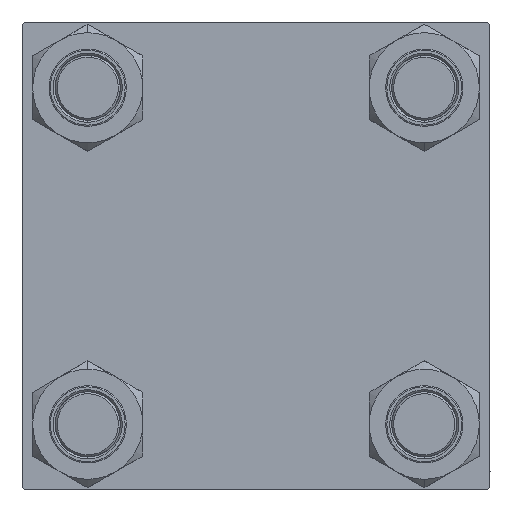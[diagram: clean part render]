
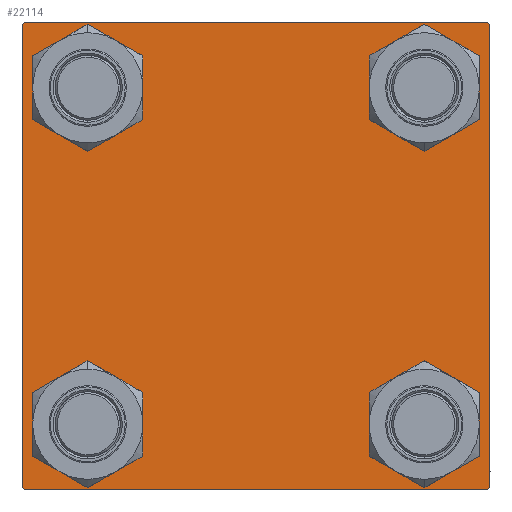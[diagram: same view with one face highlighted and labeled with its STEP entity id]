
A CAD part, left-side view. The second image highlights one B-rep face of the part: STEP entity #22114.
In plain terms, the highlighted planar face has unit normal (-1, 0, 0).
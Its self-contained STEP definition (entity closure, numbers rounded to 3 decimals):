
#275 = ORIENTED_EDGE ( 'NONE', *, *, #35392, .F. ) ;
#316 = DIRECTION ( 'NONE',  ( 0., 0., 1. ) ) ;
#368 = ORIENTED_EDGE ( 'NONE', *, *, #42993, .T. ) ;
#630 = CARTESIAN_POINT ( 'NONE',  ( 0., -57.5, -57. ) ) ;
#807 = VERTEX_POINT ( 'NONE', #15184 ) ;
#1446 = LINE ( 'NONE', #48200, #32233 ) ;
#2655 = CARTESIAN_POINT ( 'NONE',  ( 0., 41.35, 41.35 ) ) ;
#3359 = AXIS2_PLACEMENT_3D ( 'NONE', #8621, #47635, #24784 ) ;
#3565 = CARTESIAN_POINT ( 'NONE',  ( 0., -57.5, 57.5 ) ) ;
#3617 = VERTEX_POINT ( 'NONE', #38867 ) ;
#4043 = VERTEX_POINT ( 'NONE', #5138 ) ;
#4230 = ORIENTED_EDGE ( 'NONE', *, *, #41722, .T. ) ;
#4338 = LINE ( 'NONE', #38756, #36656 ) ;
#4343 = VERTEX_POINT ( 'NONE', #21509 ) ;
#4692 = CARTESIAN_POINT ( 'NONE',  ( 0., 41.35, -41.35 ) ) ;
#5138 = CARTESIAN_POINT ( 'NONE',  ( 0., -41.35, -32.85 ) ) ;
#5341 = CARTESIAN_POINT ( 'NONE',  ( 0., -57., -57.5 ) ) ;
#5374 = CARTESIAN_POINT ( 'NONE',  ( 0., 57.5, 57. ) ) ;
#5415 = CARTESIAN_POINT ( 'NONE',  ( 0., -41.35, -49.85 ) ) ;
#6783 = ORIENTED_EDGE ( 'NONE', *, *, #49846, .F. ) ;
#7120 = LINE ( 'NONE', #22770, #36828 ) ;
#7277 = DIRECTION ( 'NONE',  ( 0., 0., 1. ) ) ;
#8182 = CARTESIAN_POINT ( 'NONE',  ( 0., 41.35, -32.85 ) ) ;
#8621 = CARTESIAN_POINT ( 'NONE',  ( 0., -41.35, 41.35 ) ) ;
#8774 = CIRCLE ( 'NONE', #18623, 8.5 ) ;
#9675 = EDGE_LOOP ( 'NONE', ( #33484, #21727 ) ) ;
#9680 = ORIENTED_EDGE ( 'NONE', *, *, #50349, .T. ) ;
#9823 = VERTEX_POINT ( 'NONE', #5341 ) ;
#10122 = CARTESIAN_POINT ( 'NONE',  ( 0., -41.35, -41.35 ) ) ;
#10439 = LINE ( 'NONE', #29424, #12497 ) ;
#11375 = CIRCLE ( 'NONE', #40058, 8.5 ) ;
#11452 = PLANE ( 'NONE',  #18724 ) ;
#11964 = FACE_BOUND ( 'NONE', #15592, .T. ) ;
#12157 = EDGE_CURVE ( 'NONE', #28164, #4343, #4338, .T. ) ;
#12497 = VECTOR ( 'NONE', #22236, 1000. ) ;
#12686 = VECTOR ( 'NONE', #32579, 1000. ) ;
#12712 = DIRECTION ( 'NONE',  ( 0., 0., 1. ) ) ;
#12926 = EDGE_CURVE ( 'NONE', #4043, #38086, #8774, .T. ) ;
#13033 = DIRECTION ( 'NONE',  ( 0., -1., 0. ) ) ;
#13831 = CIRCLE ( 'NONE', #17110, 8.5 ) ;
#13855 = DIRECTION ( 'NONE',  ( 0., 0., 1. ) ) ;
#14033 = ORIENTED_EDGE ( 'NONE', *, *, #28609, .T. ) ;
#15184 = CARTESIAN_POINT ( 'NONE',  ( 0., 41.35, -49.85 ) ) ;
#15592 = EDGE_LOOP ( 'NONE', ( #14033, #23274 ) ) ;
#16631 = VECTOR ( 'NONE', #23849, 1000. ) ;
#16921 = CARTESIAN_POINT ( 'NONE',  ( 0., 57.25, -57.25 ) ) ;
#17110 = AXIS2_PLACEMENT_3D ( 'NONE', #44920, #20789, #13855 ) ;
#17291 = DIRECTION ( 'NONE',  ( 0., 0., 1. ) ) ;
#17580 = EDGE_CURVE ( 'NONE', #24742, #26450, #11375, .T. ) ;
#18623 = AXIS2_PLACEMENT_3D ( 'NONE', #10122, #33467, #17291 ) ;
#18724 = AXIS2_PLACEMENT_3D ( 'NONE', #39158, #42764, #27611 ) ;
#19230 = DIRECTION ( 'NONE',  ( 0., 0., -1. ) ) ;
#20424 = AXIS2_PLACEMENT_3D ( 'NONE', #41636, #45740, #25487 ) ;
#20789 = DIRECTION ( 'NONE',  ( 1., 0., 0. ) ) ;
#20926 = VECTOR ( 'NONE', #32780, 1000. ) ;
#20977 = CARTESIAN_POINT ( 'NONE',  ( 0., -57.25, 57.25 ) ) ;
#21002 = DIRECTION ( 'NONE',  ( 1., 0., 0. ) ) ;
#21509 = CARTESIAN_POINT ( 'NONE',  ( 0., 57.5, -57. ) ) ;
#21558 = EDGE_LOOP ( 'NONE', ( #31431, #45101 ) ) ;
#21727 = ORIENTED_EDGE ( 'NONE', *, *, #23496, .T. ) ;
#21743 = ORIENTED_EDGE ( 'NONE', *, *, #12157, .T. ) ;
#21904 = CARTESIAN_POINT ( 'NONE',  ( 0., -57., 57.5 ) ) ;
#22050 = VERTEX_POINT ( 'NONE', #49718 ) ;
#22114 = ADVANCED_FACE ( 'NONE', ( #11964, #42506, #27348, #46604, #43020 ), #11452, .T. ) ;
#22236 = DIRECTION ( 'NONE',  ( 0., -1., 0. ) ) ;
#22243 = CARTESIAN_POINT ( 'NONE',  ( 0., 41.35, 32.85 ) ) ;
#22592 = EDGE_CURVE ( 'NONE', #46411, #807, #13831, .T. ) ;
#22654 = EDGE_LOOP ( 'NONE', ( #42453, #368 ) ) ;
#22770 = CARTESIAN_POINT ( 'NONE',  ( 0., -57.25, -57.25 ) ) ;
#22828 = LINE ( 'NONE', #3565, #46602 ) ;
#23274 = ORIENTED_EDGE ( 'NONE', *, *, #44502, .T. ) ;
#23496 = EDGE_CURVE ( 'NONE', #26450, #24742, #46651, .T. ) ;
#23828 = CARTESIAN_POINT ( 'NONE',  ( 0., -41.35, 49.85 ) ) ;
#23849 = DIRECTION ( 'NONE',  ( 0., 0.707, -0.707 ) ) ;
#24609 = DIRECTION ( 'NONE',  ( 0., 0., 1. ) ) ;
#24694 = ORIENTED_EDGE ( 'NONE', *, *, #32639, .T. ) ;
#24742 = VERTEX_POINT ( 'NONE', #28684 ) ;
#24784 = DIRECTION ( 'NONE',  ( 0., 0., 1. ) ) ;
#25041 = AXIS2_PLACEMENT_3D ( 'NONE', #4692, #35508, #316 ) ;
#25487 = DIRECTION ( 'NONE',  ( 0., 0., 1. ) ) ;
#25785 = VERTEX_POINT ( 'NONE', #630 ) ;
#26450 = VERTEX_POINT ( 'NONE', #22243 ) ;
#27348 = FACE_BOUND ( 'NONE', #22654, .T. ) ;
#27611 = DIRECTION ( 'NONE',  ( 0., 0., 1. ) ) ;
#27969 = CIRCLE ( 'NONE', #3359, 8.5 ) ;
#28164 = VERTEX_POINT ( 'NONE', #5374 ) ;
#28362 = AXIS2_PLACEMENT_3D ( 'NONE', #28448, #21002, #24609 ) ;
#28397 = AXIS2_PLACEMENT_3D ( 'NONE', #29306, #47879, #12712 ) ;
#28448 = CARTESIAN_POINT ( 'NONE',  ( 0., -41.35, 41.35 ) ) ;
#28609 = EDGE_CURVE ( 'NONE', #41555, #47379, #27969, .T. ) ;
#28684 = CARTESIAN_POINT ( 'NONE',  ( 0., 41.35, 49.85 ) ) ;
#29108 = ORIENTED_EDGE ( 'NONE', *, *, #37380, .T. ) ;
#29306 = CARTESIAN_POINT ( 'NONE',  ( 0., -41.35, -41.35 ) ) ;
#29424 = CARTESIAN_POINT ( 'NONE',  ( 0., 57.5, 57.5 ) ) ;
#31138 = DIRECTION ( 'NONE',  ( 1., 0., 0. ) ) ;
#31431 = ORIENTED_EDGE ( 'NONE', *, *, #12926, .T. ) ;
#31540 = CARTESIAN_POINT ( 'NONE',  ( 0., 57.25, 57.25 ) ) ;
#31810 = VERTEX_POINT ( 'NONE', #21904 ) ;
#32233 = VECTOR ( 'NONE', #13033, 1000. ) ;
#32579 = DIRECTION ( 'NONE',  ( 0., -0.707, -0.707 ) ) ;
#32639 = EDGE_CURVE ( 'NONE', #3617, #28164, #34888, .T. ) ;
#32780 = DIRECTION ( 'NONE',  ( 0., 0.707, 0.707 ) ) ;
#33467 = DIRECTION ( 'NONE',  ( 1., 0., 0. ) ) ;
#33484 = ORIENTED_EDGE ( 'NONE', *, *, #17580, .T. ) ;
#34052 = CIRCLE ( 'NONE', #25041, 8.5 ) ;
#34888 = LINE ( 'NONE', #31540, #16631 ) ;
#35392 = EDGE_CURVE ( 'NONE', #3617, #31810, #10439, .T. ) ;
#35508 = DIRECTION ( 'NONE',  ( 1., 0., 0. ) ) ;
#36656 = VECTOR ( 'NONE', #42866, 1000. ) ;
#36828 = VECTOR ( 'NONE', #38434, 1000. ) ;
#37380 = EDGE_CURVE ( 'NONE', #22050, #9823, #1446, .T. ) ;
#37392 = EDGE_LOOP ( 'NONE', ( #21743, #45864, #29108, #9680, #6783, #4230, #275, #24694 ) ) ;
#38086 = VERTEX_POINT ( 'NONE', #5415 ) ;
#38434 = DIRECTION ( 'NONE',  ( 0., -0.707, 0.707 ) ) ;
#38756 = CARTESIAN_POINT ( 'NONE',  ( 0., 57.5, 57.5 ) ) ;
#38867 = CARTESIAN_POINT ( 'NONE',  ( 0., 57., 57.5 ) ) ;
#39158 = CARTESIAN_POINT ( 'NONE',  ( 0., 0., 0. ) ) ;
#39190 = CARTESIAN_POINT ( 'NONE',  ( 0., -57.5, 57. ) ) ;
#40058 = AXIS2_PLACEMENT_3D ( 'NONE', #2655, #31138, #7277 ) ;
#40482 = LINE ( 'NONE', #20977, #20926 ) ;
#41072 = CARTESIAN_POINT ( 'NONE',  ( 0., -41.35, 32.85 ) ) ;
#41297 = EDGE_CURVE ( 'NONE', #4343, #22050, #48002, .T. ) ;
#41555 = VERTEX_POINT ( 'NONE', #23828 ) ;
#41636 = CARTESIAN_POINT ( 'NONE',  ( 0., 41.35, 41.35 ) ) ;
#41722 = EDGE_CURVE ( 'NONE', #50367, #31810, #40482, .T. ) ;
#42328 = CIRCLE ( 'NONE', #28397, 8.5 ) ;
#42453 = ORIENTED_EDGE ( 'NONE', *, *, #22592, .T. ) ;
#42506 = FACE_BOUND ( 'NONE', #21558, .T. ) ;
#42764 = DIRECTION ( 'NONE',  ( -1., 0., 0. ) ) ;
#42866 = DIRECTION ( 'NONE',  ( 0., 0., -1. ) ) ;
#42993 = EDGE_CURVE ( 'NONE', #807, #46411, #34052, .T. ) ;
#43020 = FACE_OUTER_BOUND ( 'NONE', #37392, .T. ) ;
#44502 = EDGE_CURVE ( 'NONE', #47379, #41555, #47196, .T. ) ;
#44920 = CARTESIAN_POINT ( 'NONE',  ( 0., 41.35, -41.35 ) ) ;
#45101 = ORIENTED_EDGE ( 'NONE', *, *, #45107, .T. ) ;
#45107 = EDGE_CURVE ( 'NONE', #38086, #4043, #42328, .T. ) ;
#45740 = DIRECTION ( 'NONE',  ( 1., 0., 0. ) ) ;
#45864 = ORIENTED_EDGE ( 'NONE', *, *, #41297, .T. ) ;
#46411 = VERTEX_POINT ( 'NONE', #8182 ) ;
#46602 = VECTOR ( 'NONE', #19230, 1000. ) ;
#46604 = FACE_BOUND ( 'NONE', #9675, .T. ) ;
#46651 = CIRCLE ( 'NONE', #20424, 8.5 ) ;
#47196 = CIRCLE ( 'NONE', #28362, 8.5 ) ;
#47379 = VERTEX_POINT ( 'NONE', #41072 ) ;
#47635 = DIRECTION ( 'NONE',  ( 1., 0., 0. ) ) ;
#47879 = DIRECTION ( 'NONE',  ( 1., 0., 0. ) ) ;
#48002 = LINE ( 'NONE', #16921, #12686 ) ;
#48200 = CARTESIAN_POINT ( 'NONE',  ( 0., 57.5, -57.5 ) ) ;
#49718 = CARTESIAN_POINT ( 'NONE',  ( 0., 57., -57.5 ) ) ;
#49846 = EDGE_CURVE ( 'NONE', #50367, #25785, #22828, .T. ) ;
#50349 = EDGE_CURVE ( 'NONE', #9823, #25785, #7120, .T. ) ;
#50367 = VERTEX_POINT ( 'NONE', #39190 ) ;
